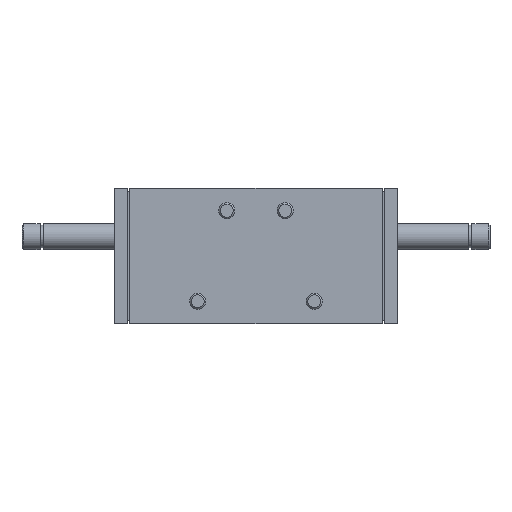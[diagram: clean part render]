
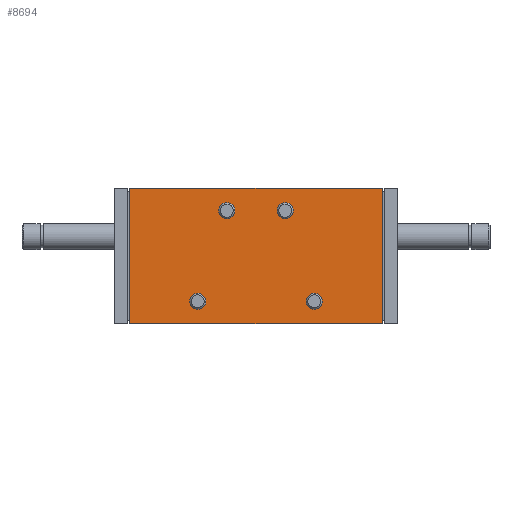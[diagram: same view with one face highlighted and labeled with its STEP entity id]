
A CAD part, front view. The second image highlights one B-rep face of the part: STEP entity #8694.
In plain terms, the highlighted planar face has unit normal (0, -1, 0).
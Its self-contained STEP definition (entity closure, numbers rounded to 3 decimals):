
#269=CIRCLE('',#9124,2.5);
#270=CIRCLE('',#9125,2.5);
#271=CIRCLE('',#9126,2.5);
#272=CIRCLE('',#9127,2.5);
#540=LINE('',#11861,#1146);
#574=LINE('',#11930,#1180);
#576=LINE('',#11942,#1182);
#577=LINE('',#11943,#1183);
#1146=VECTOR('',#9904,1000.);
#1180=VECTOR('',#9954,1000.);
#1182=VECTOR('',#9966,1000.);
#1183=VECTOR('',#9967,1000.);
#1877=ORIENTED_EDGE('',*,*,#3696,.F.);
#1878=ORIENTED_EDGE('',*,*,#3697,.F.);
#1879=ORIENTED_EDGE('',*,*,#3698,.F.);
#1880=ORIENTED_EDGE('',*,*,#3699,.F.);
#1881=ORIENTED_EDGE('',*,*,#3694,.T.);
#1882=ORIENTED_EDGE('',*,*,#3700,.T.);
#1883=ORIENTED_EDGE('',*,*,#3660,.F.);
#1884=ORIENTED_EDGE('',*,*,#3701,.F.);
#3660=EDGE_CURVE('',#4572,#4573,#540,.T.);
#3694=EDGE_CURVE('',#4600,#4599,#574,.T.);
#3696=EDGE_CURVE('',#4601,#4601,#269,.F.);
#3697=EDGE_CURVE('',#4602,#4602,#270,.F.);
#3698=EDGE_CURVE('',#4603,#4603,#271,.F.);
#3699=EDGE_CURVE('',#4604,#4604,#272,.F.);
#3700=EDGE_CURVE('',#4599,#4573,#576,.T.);
#3701=EDGE_CURVE('',#4600,#4572,#577,.T.);
#4572=VERTEX_POINT('',#11860);
#4573=VERTEX_POINT('',#11862);
#4599=VERTEX_POINT('',#11929);
#4600=VERTEX_POINT('',#11931);
#4601=VERTEX_POINT('',#11935);
#4602=VERTEX_POINT('',#11937);
#4603=VERTEX_POINT('',#11939);
#4604=VERTEX_POINT('',#11941);
#5079=EDGE_LOOP('',(#1877));
#5080=EDGE_LOOP('',(#1878));
#5081=EDGE_LOOP('',(#1879));
#5082=EDGE_LOOP('',(#1880));
#5083=EDGE_LOOP('',(#1881,#1882,#1883,#1884));
#5509=FACE_BOUND('',#5079,.T.);
#5510=FACE_BOUND('',#5080,.T.);
#5511=FACE_BOUND('',#5081,.T.);
#5512=FACE_BOUND('',#5082,.T.);
#5513=FACE_BOUND('',#5083,.T.);
#5925=PLANE('',#9123);
#8694=ADVANCED_FACE('',(#5509,#5510,#5511,#5512,#5513),#5925,.F.);
#9123=AXIS2_PLACEMENT_3D('',#11933,#9956,#9957);
#9124=AXIS2_PLACEMENT_3D('',#11934,#9958,#9959);
#9125=AXIS2_PLACEMENT_3D('',#11936,#9960,#9961);
#9126=AXIS2_PLACEMENT_3D('',#11938,#9962,#9963);
#9127=AXIS2_PLACEMENT_3D('',#11940,#9964,#9965);
#9904=DIRECTION('',(-1.,0.,0.));
#9954=DIRECTION('',(-1.,0.,0.));
#9956=DIRECTION('',(0.,1.,0.));
#9957=DIRECTION('',(0.,0.,1.));
#9958=DIRECTION('',(0.,1.,0.));
#9959=DIRECTION('',(0.,0.,1.));
#9960=DIRECTION('',(0.,1.,0.));
#9961=DIRECTION('',(0.,0.,1.));
#9962=DIRECTION('',(0.,1.,0.));
#9963=DIRECTION('',(0.,0.,1.));
#9964=DIRECTION('',(0.,1.,0.));
#9965=DIRECTION('',(0.,0.,1.));
#9966=DIRECTION('',(0.,0.,-1.));
#9967=DIRECTION('',(0.,0.,-1.));
#11860=CARTESIAN_POINT('',(39.,0.,-21.));
#11861=CARTESIAN_POINT('',(43.8,0.,-21.));
#11862=CARTESIAN_POINT('',(-39.,0.,-21.));
#11929=CARTESIAN_POINT('',(-39.,0.,21.));
#11930=CARTESIAN_POINT('',(43.8,0.,21.));
#11931=CARTESIAN_POINT('',(39.,0.,21.));
#11933=CARTESIAN_POINT('',(43.8,0.,21.));
#11934=CARTESIAN_POINT('',(9.,0.,14.));
#11935=CARTESIAN_POINT('',(9.,0.,16.5));
#11936=CARTESIAN_POINT('',(-9.,0.,14.));
#11937=CARTESIAN_POINT('',(-9.,0.,16.5));
#11938=CARTESIAN_POINT('',(18.,0.,-14.));
#11939=CARTESIAN_POINT('',(18.,0.,-11.5));
#11940=CARTESIAN_POINT('',(-18.,0.,-14.));
#11941=CARTESIAN_POINT('',(-18.,0.,-11.5));
#11942=CARTESIAN_POINT('',(-39.,0.,21.));
#11943=CARTESIAN_POINT('',(39.,0.,21.));
